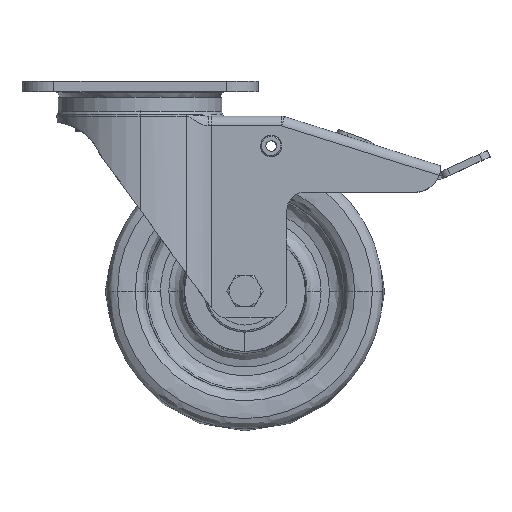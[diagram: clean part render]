
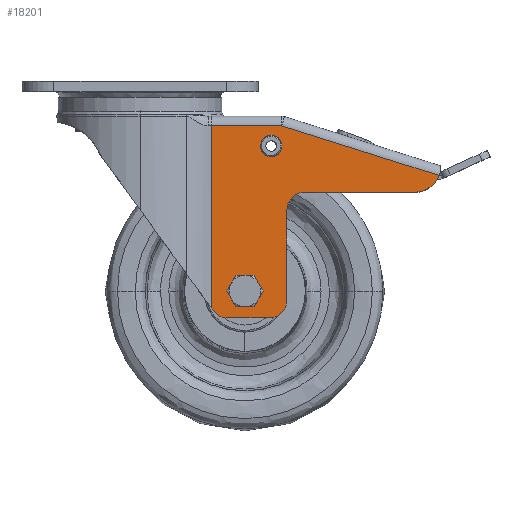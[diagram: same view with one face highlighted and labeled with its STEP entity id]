
A CAD part, top view. The second image highlights one B-rep face of the part: STEP entity #18201.
In plain terms, the highlighted planar face has unit normal (0, 0, 1).
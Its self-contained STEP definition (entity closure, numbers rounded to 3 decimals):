
#152 = VERTEX_POINT ( 'NONE', #21165 ) ;
#582 = CARTESIAN_POINT ( 'NONE',  ( 74., -135.397, 35. ) ) ;
#692 = DIRECTION ( 'NONE',  ( 0., -1., 0. ) ) ;
#940 = CARTESIAN_POINT ( 'NONE',  ( 81.15, -37., 35. ) ) ;
#1798 = ORIENTED_EDGE ( 'NONE', *, *, #31384, .T. ) ;
#2173 = EDGE_CURVE ( 'NONE', #152, #44865, #72612, .T. ) ;
#3587 = CARTESIAN_POINT ( 'NONE',  ( 0., -63.5, 35. ) ) ;
#3645 = DIRECTION ( 'NONE',  ( 0., 0., -1. ) ) ;
#3780 = DIRECTION ( 'NONE',  ( 0., 0., -1. ) ) ;
#4095 = CIRCLE ( 'NONE', #61284, 6.1 ) ;
#6028 = VECTOR ( 'NONE', #43107, 1000. ) ;
#6358 = CIRCLE ( 'NONE', #52423, 10. ) ;
#6433 = DIRECTION ( 'NONE',  ( 0., 0., 1. ) ) ;
#9525 = CARTESIAN_POINT ( 'NONE',  ( 41.901, -131.262, 35. ) ) ;
#9945 = EDGE_CURVE ( 'NONE', #70183, #56428, #66991, .T. ) ;
#9954 = CARTESIAN_POINT ( 'NONE',  ( 50., -125.397, 35. ) ) ;
#10145 = ORIENTED_EDGE ( 'NONE', *, *, #24614, .T. ) ;
#10579 = ORIENTED_EDGE ( 'NONE', *, *, #58144, .T. ) ;
#10973 = VERTEX_POINT ( 'NONE', #13963 ) ;
#11042 = VECTOR ( 'NONE', #692, 1000. ) ;
#11938 = ORIENTED_EDGE ( 'NONE', *, *, #23082, .T. ) ;
#13956 = CIRCLE ( 'NONE', #16752, 6.15 ) ;
#13963 = CARTESIAN_POINT ( 'NONE',  ( 157., -63.5, 35. ) ) ;
#15710 = EDGE_CURVE ( 'NONE', #44865, #152, #4095, .T. ) ;
#15789 = DIRECTION ( 'NONE',  ( -1., 0., 0. ) ) ;
#16182 = DIRECTION ( 'NONE',  ( 0., 1., 0. ) ) ;
#16246 = EDGE_LOOP ( 'NONE', ( #30957, #1798 ) ) ;
#16730 = CIRCLE ( 'NONE', #26240, 10. ) ;
#16752 = AXIS2_PLACEMENT_3D ( 'NONE', #25627, #66030, #31447 ) ;
#16889 = EDGE_CURVE ( 'NONE', #56646, #17587, #26469, .T. ) ;
#17587 = VERTEX_POINT ( 'NONE', #48614 ) ;
#18201 = ADVANCED_FACE ( 'NONE', ( #71115, #25064, #55820 ), #49532, .T. ) ;
#20219 = EDGE_CURVE ( 'NONE', #39137, #56646, #71495, .T. ) ;
#20941 = CARTESIAN_POINT ( 'NONE',  ( 0., -19.781, 35. ) ) ;
#21165 = CARTESIAN_POINT ( 'NONE',  ( 66.1, -119.997, 35. ) ) ;
#22205 = AXIS2_PLACEMENT_3D ( 'NONE', #44222, #38435, #47982 ) ;
#23082 = EDGE_CURVE ( 'NONE', #36575, #39137, #41849, .T. ) ;
#23126 = CARTESIAN_POINT ( 'NONE',  ( 84., -125.397, 35. ) ) ;
#24614 = EDGE_CURVE ( 'NONE', #51769, #10973, #61314, .T. ) ;
#24890 = CARTESIAN_POINT ( 'NONE',  ( 74., -125.397, 35. ) ) ;
#25064 = FACE_OUTER_BOUND ( 'NONE', #59977, .T. ) ;
#25255 = DIRECTION ( 'NONE',  ( 0., 0., -1. ) ) ;
#25548 = EDGE_CURVE ( 'NONE', #46548, #70183, #16730, .T. ) ;
#25627 = CARTESIAN_POINT ( 'NONE',  ( 75., -37., 35. ) ) ;
#26240 = AXIS2_PLACEMENT_3D ( 'NONE', #24890, #65283, #30702 ) ;
#26469 = LINE ( 'NONE', #46971, #11042 ) ;
#26779 = DIRECTION ( 'NONE',  ( 0., 1., 0. ) ) ;
#28584 = CIRCLE ( 'NONE', #29108, 15. ) ;
#29108 = AXIS2_PLACEMENT_3D ( 'NONE', #41058, #6433, #46899 ) ;
#29503 = CIRCLE ( 'NONE', #42933, 10. ) ;
#30228 = ORIENTED_EDGE ( 'NONE', *, *, #16889, .T. ) ;
#30484 = ORIENTED_EDGE ( 'NONE', *, *, #41585, .T. ) ;
#30702 = DIRECTION ( 'NONE',  ( -1., 0., 0. ) ) ;
#30957 = ORIENTED_EDGE ( 'NONE', *, *, #67340, .T. ) ;
#31162 = CARTESIAN_POINT ( 'NONE',  ( 53.9, -119.997, 35. ) ) ;
#31384 = EDGE_CURVE ( 'NONE', #54168, #56160, #13956, .T. ) ;
#31447 = DIRECTION ( 'NONE',  ( -1., 0., 0. ) ) ;
#31500 = CARTESIAN_POINT ( 'NONE',  ( -23.047, -41.588, 35. ) ) ;
#33495 = CARTESIAN_POINT ( 'NONE',  ( 0., -25.5, 35. ) ) ;
#35061 = ORIENTED_EDGE ( 'NONE', *, *, #51447, .T. ) ;
#35437 = ORIENTED_EDGE ( 'NONE', *, *, #9945, .T. ) ;
#36421 = CARTESIAN_POINT ( 'NONE',  ( 84., -73.5, 35. ) ) ;
#36575 = VERTEX_POINT ( 'NONE', #65442 ) ;
#36777 = LINE ( 'NONE', #31500, #6028 ) ;
#37044 = DIRECTION ( 'NONE',  ( -0.954, 0.301, 0. ) ) ;
#38266 = CARTESIAN_POINT ( 'NONE',  ( 94., -73.5, 35. ) ) ;
#38408 = CARTESIAN_POINT ( 'NONE',  ( 60., -119.997, 35. ) ) ;
#38435 = DIRECTION ( 'NONE',  ( 0., 0., -1. ) ) ;
#39069 = DIRECTION ( 'NONE',  ( 1., 0., 0. ) ) ;
#39137 = VERTEX_POINT ( 'NONE', #45270 ) ;
#39167 = CARTESIAN_POINT ( 'NONE',  ( 84., -19.781, 35. ) ) ;
#39735 = VECTOR ( 'NONE', #39069, 1000. ) ;
#40641 = ORIENTED_EDGE ( 'NONE', *, *, #54287, .T. ) ;
#41058 = CARTESIAN_POINT ( 'NONE',  ( 157., -48.5, 35. ) ) ;
#41538 = LINE ( 'NONE', #56243, #39735 ) ;
#41585 = EDGE_CURVE ( 'NONE', #52122, #46548, #41538, .T. ) ;
#41849 = LINE ( 'NONE', #71590, #72528 ) ;
#42933 = AXIS2_PLACEMENT_3D ( 'NONE', #9954, #50406, #15789 ) ;
#43021 = ORIENTED_EDGE ( 'NONE', *, *, #25548, .T. ) ;
#43107 = DIRECTION ( 'NONE',  ( 0.587, -0.81, 0. ) ) ;
#43111 = AXIS2_PLACEMENT_3D ( 'NONE', #20941, #61372, #26779 ) ;
#44057 = DIRECTION ( 'NONE',  ( 0., 1., 0. ) ) ;
#44196 = DIRECTION ( 'NONE',  ( -1., 0., 0. ) ) ;
#44222 = CARTESIAN_POINT ( 'NONE',  ( 60., -119.997, 35. ) ) ;
#44675 = EDGE_CURVE ( 'NONE', #10973, #36575, #28584, .T. ) ;
#44865 = VERTEX_POINT ( 'NONE', #31162 ) ;
#45270 = CARTESIAN_POINT ( 'NONE',  ( 80.989, -25.5, 35. ) ) ;
#45951 = VECTOR ( 'NONE', #55883, 1000. ) ;
#46548 = VERTEX_POINT ( 'NONE', #582 ) ;
#46899 = DIRECTION ( 'NONE',  ( 0., 1., 0. ) ) ;
#46971 = CARTESIAN_POINT ( 'NONE',  ( 40.697, -19.781, 35. ) ) ;
#47776 = ORIENTED_EDGE ( 'NONE', *, *, #44675, .T. ) ;
#47982 = DIRECTION ( 'NONE',  ( -1., 0., 0. ) ) ;
#48614 = CARTESIAN_POINT ( 'NONE',  ( 40.697, -129.6, 35. ) ) ;
#49532 = PLANE ( 'NONE',  #43111 ) ;
#50406 = DIRECTION ( 'NONE',  ( 0., 0., 1. ) ) ;
#51447 = EDGE_CURVE ( 'NONE', #56428, #51769, #6358, .T. ) ;
#51654 = VECTOR ( 'NONE', #16182, 1000. ) ;
#51769 = VERTEX_POINT ( 'NONE', #58128 ) ;
#52122 = VERTEX_POINT ( 'NONE', #67200 ) ;
#52423 = AXIS2_PLACEMENT_3D ( 'NONE', #38266, #3645, #44057 ) ;
#54168 = VERTEX_POINT ( 'NONE', #940 ) ;
#54287 = EDGE_CURVE ( 'NONE', #17587, #70007, #36777, .T. ) ;
#55820 = FACE_BOUND ( 'NONE', #60179, .T. ) ;
#55883 = DIRECTION ( 'NONE',  ( 1., 0., 0. ) ) ;
#56160 = VERTEX_POINT ( 'NONE', #68774 ) ;
#56194 = VECTOR ( 'NONE', #68055, 1000. ) ;
#56243 = CARTESIAN_POINT ( 'NONE',  ( 0., -135.397, 35. ) ) ;
#56428 = VERTEX_POINT ( 'NONE', #36421 ) ;
#56646 = VERTEX_POINT ( 'NONE', #61941 ) ;
#57102 = AXIS2_PLACEMENT_3D ( 'NONE', #59836, #25255, #65657 ) ;
#58128 = CARTESIAN_POINT ( 'NONE',  ( 94., -63.5, 35. ) ) ;
#58144 = EDGE_CURVE ( 'NONE', #70007, #52122, #29503, .T. ) ;
#58927 = ORIENTED_EDGE ( 'NONE', *, *, #15710, .T. ) ;
#59836 = CARTESIAN_POINT ( 'NONE',  ( 75., -37., 35. ) ) ;
#59977 = EDGE_LOOP ( 'NONE', ( #10579, #30484, #43021, #35437, #35061, #10145, #47776, #11938, #69315, #30228, #40641 ) ) ;
#60179 = EDGE_LOOP ( 'NONE', ( #58927, #60512 ) ) ;
#60512 = ORIENTED_EDGE ( 'NONE', *, *, #2173, .T. ) ;
#61284 = AXIS2_PLACEMENT_3D ( 'NONE', #38408, #3780, #44196 ) ;
#61314 = LINE ( 'NONE', #3587, #45951 ) ;
#61372 = DIRECTION ( 'NONE',  ( 0., 0., 1. ) ) ;
#61941 = CARTESIAN_POINT ( 'NONE',  ( 40.697, -25.5, 35. ) ) ;
#65283 = DIRECTION ( 'NONE',  ( 0., 0., 1. ) ) ;
#65442 = CARTESIAN_POINT ( 'NONE',  ( 171.002, -53.881, 35. ) ) ;
#65657 = DIRECTION ( 'NONE',  ( -1., 0., 0. ) ) ;
#66030 = DIRECTION ( 'NONE',  ( 0., 0., -1. ) ) ;
#66991 = LINE ( 'NONE', #39167, #51654 ) ;
#67200 = CARTESIAN_POINT ( 'NONE',  ( 50., -135.397, 35. ) ) ;
#67340 = EDGE_CURVE ( 'NONE', #56160, #54168, #73599, .T. ) ;
#68055 = DIRECTION ( 'NONE',  ( -1., 0., 0. ) ) ;
#68774 = CARTESIAN_POINT ( 'NONE',  ( 68.85, -37., 35. ) ) ;
#69315 = ORIENTED_EDGE ( 'NONE', *, *, #20219, .T. ) ;
#70007 = VERTEX_POINT ( 'NONE', #9525 ) ;
#70183 = VERTEX_POINT ( 'NONE', #23126 ) ;
#71115 = FACE_BOUND ( 'NONE', #16246, .T. ) ;
#71495 = LINE ( 'NONE', #33495, #56194 ) ;
#71590 = CARTESIAN_POINT ( 'NONE',  ( 171.002, -53.881, 35. ) ) ;
#72528 = VECTOR ( 'NONE', #37044, 1000. ) ;
#72612 = CIRCLE ( 'NONE', #22205, 6.1 ) ;
#73599 = CIRCLE ( 'NONE', #57102, 6.15 ) ;
